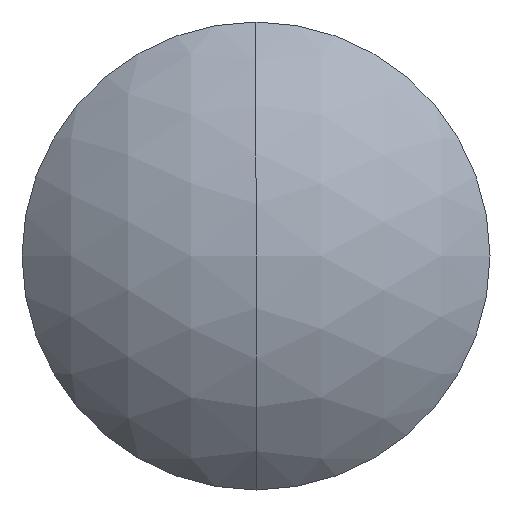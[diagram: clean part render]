
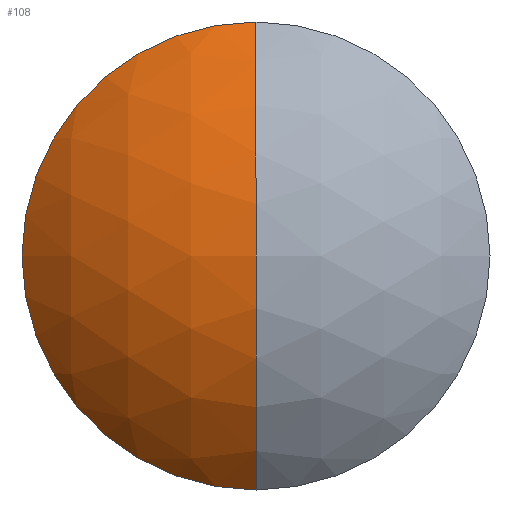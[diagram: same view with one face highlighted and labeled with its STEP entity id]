
A CAD part, left-side view. The second image highlights one B-rep face of the part: STEP entity #108.
In plain terms, the highlighted spherical face has radius 11 mm.
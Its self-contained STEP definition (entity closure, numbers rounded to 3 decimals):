
#35 = AXIS2_PLACEMENT_3D ( 'NONE', #58, #46, #309 ) ;
#46 = DIRECTION ( 'NONE',  ( 0., 1., 0. ) ) ;
#51 = CARTESIAN_POINT ( 'NONE',  ( 0., 0., 0. ) ) ;
#58 = CARTESIAN_POINT ( 'NONE',  ( 0., 0., 0. ) ) ;
#74 = ORIENTED_EDGE ( 'NONE', *, *, #194, .F. ) ;
#76 = DIRECTION ( 'NONE',  ( 0., 0., -1. ) ) ;
#108 = ADVANCED_FACE ( 'NONE', ( #255 ), #232, .T. ) ;
#109 = DIRECTION ( 'NONE',  ( 1., 0., 0. ) ) ;
#123 = DIRECTION ( 'NONE',  ( 0., 1., 0. ) ) ;
#127 = CARTESIAN_POINT ( 'NONE',  ( 0., 0., 0. ) ) ;
#130 = DIRECTION ( 'NONE',  ( 0., -1., 0. ) ) ;
#131 = CARTESIAN_POINT ( 'NONE',  ( -7.52, 0., 0. ) ) ;
#134 = CIRCLE ( 'NONE', #208, 11. ) ;
#159 = DIRECTION ( 'NONE',  ( 0., 0., -1. ) ) ;
#185 = CIRCLE ( 'NONE', #218, 8.028 ) ;
#194 = EDGE_CURVE ( 'NONE', #201, #311, #354, .T. ) ;
#195 = EDGE_CURVE ( 'NONE', #311, #330, #185, .T. ) ;
#198 = EDGE_CURVE ( 'NONE', #201, #330, #134, .T. ) ;
#201 = VERTEX_POINT ( 'NONE', #263 ) ;
#208 = AXIS2_PLACEMENT_3D ( 'NONE', #127, #123, #214 ) ;
#214 = DIRECTION ( 'NONE',  ( 0., 0., 1. ) ) ;
#218 = AXIS2_PLACEMENT_3D ( 'NONE', #131, #109, #159 ) ;
#225 = AXIS2_PLACEMENT_3D ( 'NONE', #51, #130, #76 ) ;
#232 = SPHERICAL_SURFACE ( 'NONE', #35, 11. ) ;
#255 = FACE_OUTER_BOUND ( 'NONE', #346, .T. ) ;
#263 = CARTESIAN_POINT ( 'NONE',  ( -11., 0., 0. ) ) ;
#309 = DIRECTION ( 'NONE',  ( 0., 0., -1. ) ) ;
#310 = CARTESIAN_POINT ( 'NONE',  ( -7.52, 0., -8.028 ) ) ;
#311 = VERTEX_POINT ( 'NONE', #310 ) ;
#321 = CARTESIAN_POINT ( 'NONE',  ( -7.52, 0., 8.028 ) ) ;
#328 = ORIENTED_EDGE ( 'NONE', *, *, #198, .T. ) ;
#330 = VERTEX_POINT ( 'NONE', #321 ) ;
#339 = ORIENTED_EDGE ( 'NONE', *, *, #195, .F. ) ;
#346 = EDGE_LOOP ( 'NONE', ( #74, #328, #339 ) ) ;
#354 = CIRCLE ( 'NONE', #225, 11. ) ;
